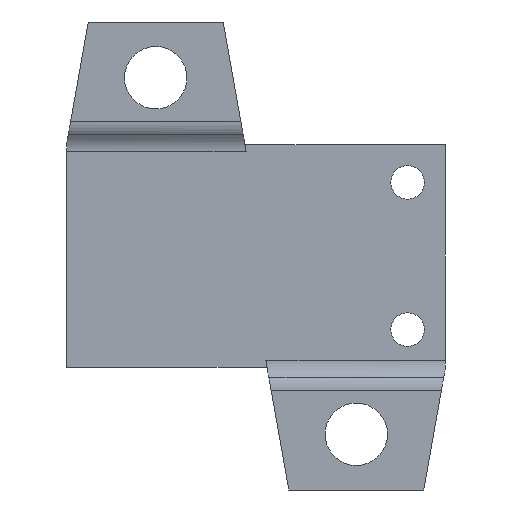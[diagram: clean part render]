
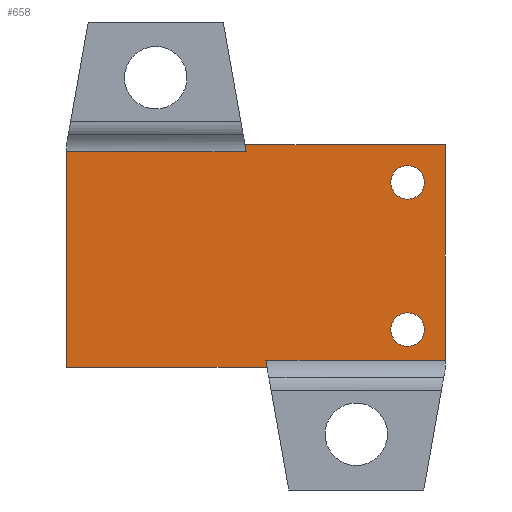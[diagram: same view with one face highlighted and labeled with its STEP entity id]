
A CAD part, front view. The second image highlights one B-rep face of the part: STEP entity #658.
In plain terms, the highlighted planar face has unit normal (0, -1, 0).
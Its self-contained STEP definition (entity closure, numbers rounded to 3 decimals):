
#35=FACE_BOUND('',#107,.T.);
#36=FACE_BOUND('',#108,.T.);
#46=PLANE('',#726);
#70=FACE_OUTER_BOUND('',#106,.T.);
#106=EDGE_LOOP('',(#499,#500,#501,#502,#503,#504,#505,#506));
#107=EDGE_LOOP('',(#507,#508));
#108=EDGE_LOOP('',(#509,#510));
#161=LINE('',#1072,#221);
#162=LINE('',#1074,#222);
#163=LINE('',#1076,#223);
#164=LINE('',#1078,#224);
#165=LINE('',#1080,#225);
#166=LINE('',#1082,#226);
#167=LINE('',#1084,#227);
#168=LINE('',#1085,#228);
#221=VECTOR('',#857,9.);
#222=VECTOR('',#858,0.32);
#223=VECTOR('',#859,8.056);
#224=VECTOR('',#860,9.685);
#225=VECTOR('',#861,9.);
#226=VECTOR('',#862,0.32);
#227=VECTOR('',#863,8.056);
#228=VECTOR('',#864,9.685);
#251=CIRCLE('',#700,0.75);
#254=CIRCLE('',#703,0.75);
#255=CIRCLE('',#705,0.75);
#258=CIRCLE('',#708,0.75);
#273=VERTEX_POINT('',#973);
#274=VERTEX_POINT('',#974);
#277=VERTEX_POINT('',#983);
#278=VERTEX_POINT('',#984);
#313=VERTEX_POINT('',#1070);
#314=VERTEX_POINT('',#1071);
#315=VERTEX_POINT('',#1073);
#316=VERTEX_POINT('',#1075);
#317=VERTEX_POINT('',#1077);
#318=VERTEX_POINT('',#1079);
#319=VERTEX_POINT('',#1081);
#320=VERTEX_POINT('',#1083);
#341=EDGE_CURVE('',#273,#274,#251,.T.);
#345=EDGE_CURVE('',#274,#273,#254,.T.);
#346=EDGE_CURVE('',#277,#278,#255,.T.);
#350=EDGE_CURVE('',#278,#277,#258,.T.);
#387=EDGE_CURVE('',#313,#314,#161,.T.);
#388=EDGE_CURVE('',#313,#315,#162,.T.);
#389=EDGE_CURVE('',#315,#316,#163,.T.);
#390=EDGE_CURVE('',#316,#317,#164,.T.);
#391=EDGE_CURVE('',#317,#318,#165,.T.);
#392=EDGE_CURVE('',#318,#319,#166,.T.);
#393=EDGE_CURVE('',#319,#320,#167,.T.);
#394=EDGE_CURVE('',#314,#320,#168,.T.);
#499=ORIENTED_EDGE('',*,*,#387,.F.);
#500=ORIENTED_EDGE('',*,*,#388,.T.);
#501=ORIENTED_EDGE('',*,*,#389,.T.);
#502=ORIENTED_EDGE('',*,*,#390,.T.);
#503=ORIENTED_EDGE('',*,*,#391,.T.);
#504=ORIENTED_EDGE('',*,*,#392,.T.);
#505=ORIENTED_EDGE('',*,*,#393,.T.);
#506=ORIENTED_EDGE('',*,*,#394,.F.);
#507=ORIENTED_EDGE('',*,*,#346,.F.);
#508=ORIENTED_EDGE('',*,*,#350,.F.);
#509=ORIENTED_EDGE('',*,*,#341,.F.);
#510=ORIENTED_EDGE('',*,*,#345,.F.);
#658=ADVANCED_FACE('',(#70,#35,#36),#46,.T.);
#700=AXIS2_PLACEMENT_3D('',#975,#773,#774);
#703=AXIS2_PLACEMENT_3D('',#981,#780,#781);
#705=AXIS2_PLACEMENT_3D('',#985,#784,#785);
#708=AXIS2_PLACEMENT_3D('',#991,#791,#792);
#726=AXIS2_PLACEMENT_3D('',#1069,#855,#856);
#773=DIRECTION('center_axis',(0.,-1.,0.));
#774=DIRECTION('ref_axis',(0.,0.,-1.));
#780=DIRECTION('center_axis',(0.,-1.,0.));
#781=DIRECTION('ref_axis',(0.,0.,-1.));
#784=DIRECTION('center_axis',(0.,-1.,0.));
#785=DIRECTION('ref_axis',(0.,0.,-1.));
#791=DIRECTION('center_axis',(0.,-1.,0.));
#792=DIRECTION('ref_axis',(0.,0.,-1.));
#855=DIRECTION('center_axis',(0.,-1.,0.));
#856=DIRECTION('ref_axis',(0.,0.,-1.));
#857=DIRECTION('',(1.,0.,0.));
#858=DIRECTION('',(0.174,0.,-0.985));
#859=DIRECTION('',(-1.,0.,0.));
#860=DIRECTION('',(0.,0.,-1.));
#861=DIRECTION('',(1.,0.,0.));
#862=DIRECTION('',(-0.174,0.,0.985));
#863=DIRECTION('',(1.,0.,0.));
#864=DIRECTION('',(0.,0.,-1.));
#973=CARTESIAN_POINT('',(-1.7,-1.,-2.55));
#974=CARTESIAN_POINT('',(-1.7,-1.,-4.05));
#975=CARTESIAN_POINT('Origin',(-1.7,-1.,-3.3));
#981=CARTESIAN_POINT('Origin',(-1.7,-1.,-3.3));
#983=CARTESIAN_POINT('',(-1.7,-1.,4.05));
#984=CARTESIAN_POINT('',(-1.7,-1.,2.55));
#985=CARTESIAN_POINT('Origin',(-1.7,-1.,3.3));
#991=CARTESIAN_POINT('Origin',(-1.7,-1.,3.3));
#1069=CARTESIAN_POINT('Origin',(-17.,-1.,-5.));
#1070=CARTESIAN_POINT('',(-9.,-1.,5.));
#1071=CARTESIAN_POINT('',(0.,-1.,5.));
#1072=CARTESIAN_POINT('',(-9.,-1.,5.));
#1073=CARTESIAN_POINT('',(-8.944,-1.,4.685));
#1074=CARTESIAN_POINT('',(-9.,-1.,5.));
#1075=CARTESIAN_POINT('',(-17.,-1.,4.685));
#1076=CARTESIAN_POINT('',(-8.944,-1.,4.685));
#1077=CARTESIAN_POINT('',(-17.,-1.,-5.));
#1078=CARTESIAN_POINT('',(-17.,-1.,4.685));
#1079=CARTESIAN_POINT('',(-8.,-1.,-5.));
#1080=CARTESIAN_POINT('',(-17.,-1.,-5.));
#1081=CARTESIAN_POINT('',(-8.056,-1.,-4.685));
#1082=CARTESIAN_POINT('',(-8.,-1.,-5.));
#1083=CARTESIAN_POINT('',(0.,-1.,-4.685));
#1084=CARTESIAN_POINT('',(-8.056,-1.,-4.685));
#1085=CARTESIAN_POINT('',(0.,-1.,5.));
